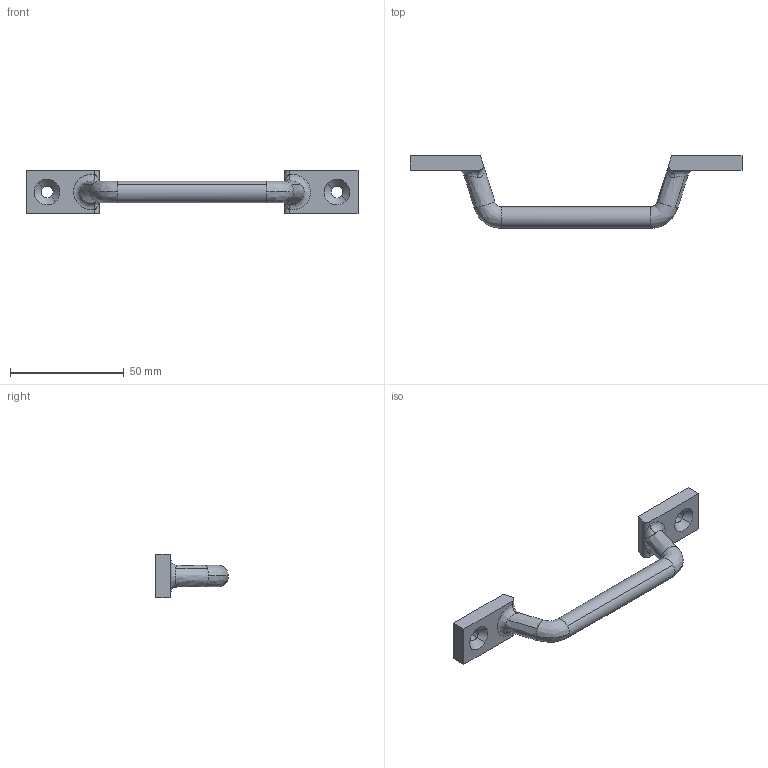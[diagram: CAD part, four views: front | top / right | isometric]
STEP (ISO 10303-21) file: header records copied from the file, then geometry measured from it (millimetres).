
FILE_DESCRIPTION((''),'2;1');
FILE_NAME('','2009-04-17T14:16:55',(''),(''),'','CADfix','');
FILE_SCHEMA(('AUTOMOTIVE_DESIGN { 1 0 10303 214 1 1 1 1 }'));
Length unit declared in the file: millimetre
Bounding box: 146 x 32 x 19 mm (x, y, z)
Volume: 15762.4 mm3; surface area: 7134.3 mm2
Topology: 1 solids, 1 shells, 40 faces, 138 edges, 100 vertices
Faces by surface type: bspline 40
Entity records: 2915 total; most frequent: CARTESIAN_POINT 2107, ORIENTED_EDGE 276, EDGE_CURVE 138, VERTEX_POINT 100, B_SPLINE_CURVE_WITH_KNOTS 86, QUASI_UNIFORM_CURVE 48, EDGE_LOOP 44, FACE_OUTER_BOUND 40
